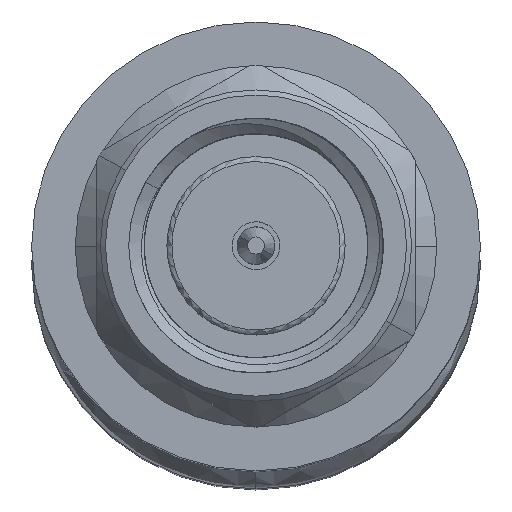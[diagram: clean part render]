
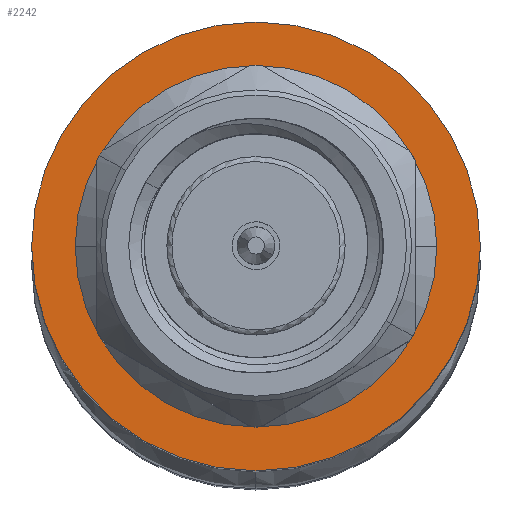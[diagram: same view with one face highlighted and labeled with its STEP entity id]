
A CAD part, top view. The second image highlights one B-rep face of the part: STEP entity #2242.
In plain terms, the highlighted planar face has unit normal (0, 0, 1).
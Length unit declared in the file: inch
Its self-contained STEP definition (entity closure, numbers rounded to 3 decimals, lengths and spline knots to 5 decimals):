
#54 = CIRCLE ( 'NONE', #4086, 0.22032 ) ;
#168 = ORIENTED_EDGE ( 'NONE', *, *, #4239, .F. ) ;
#219 = CIRCLE ( 'NONE', #2685, 0.22032 ) ;
#540 = FACE_OUTER_BOUND ( 'NONE', #3921, .T. ) ;
#823 = DIRECTION ( 'NONE',  ( -1., 0., 0. ) ) ;
#901 = DIRECTION ( 'NONE',  ( 1., 0., 0. ) ) ;
#996 = VERTEX_POINT ( 'NONE', #2194 ) ;
#1285 = AXIS2_PLACEMENT_3D ( 'NONE', #3033, #2746, #901 ) ;
#2065 = ORIENTED_EDGE ( 'NONE', *, *, #2174, .F. ) ;
#2174 = EDGE_CURVE ( 'NONE', #996, #4558, #219, .T. ) ;
#2194 = CARTESIAN_POINT ( 'NONE',  ( -0.22032, 0., 5.39767 ) ) ;
#2229 = PLANE ( 'NONE',  #1285 ) ;
#2242 = ADVANCED_FACE ( 'NONE', ( #540 ), #2229, .T. ) ;
#2596 = DIRECTION ( 'NONE',  ( 0., 0., -1. ) ) ;
#2685 = AXIS2_PLACEMENT_3D ( 'NONE', #2716, #3436, #823 ) ;
#2716 = CARTESIAN_POINT ( 'NONE',  ( 0., 0., 5.39767 ) ) ;
#2746 = DIRECTION ( 'NONE',  ( 0., 0., 1. ) ) ;
#3033 = CARTESIAN_POINT ( 'NONE',  ( 0., 0., 5.39767 ) ) ;
#3216 = CARTESIAN_POINT ( 'NONE',  ( 0.22032, 0., 5.39767 ) ) ;
#3228 = DIRECTION ( 'NONE',  ( -1., 0., 0. ) ) ;
#3436 = DIRECTION ( 'NONE',  ( 0., 0., -1. ) ) ;
#3732 = CARTESIAN_POINT ( 'NONE',  ( 0., 0., 5.39767 ) ) ;
#3921 = EDGE_LOOP ( 'NONE', ( #2065, #168 ) ) ;
#4086 = AXIS2_PLACEMENT_3D ( 'NONE', #3732, #2596, #3228 ) ;
#4239 = EDGE_CURVE ( 'NONE', #4558, #996, #54, .T. ) ;
#4558 = VERTEX_POINT ( 'NONE', #3216 ) ;
